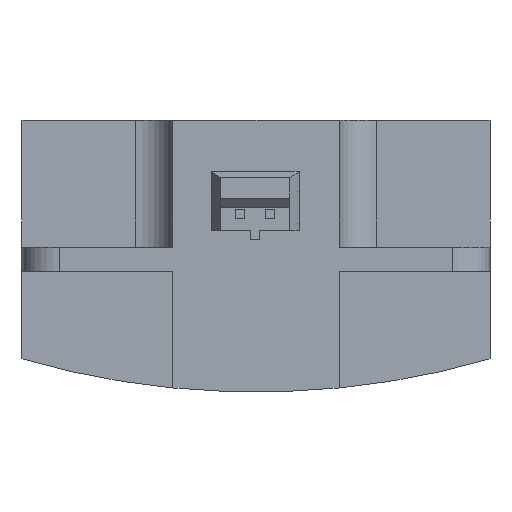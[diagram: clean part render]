
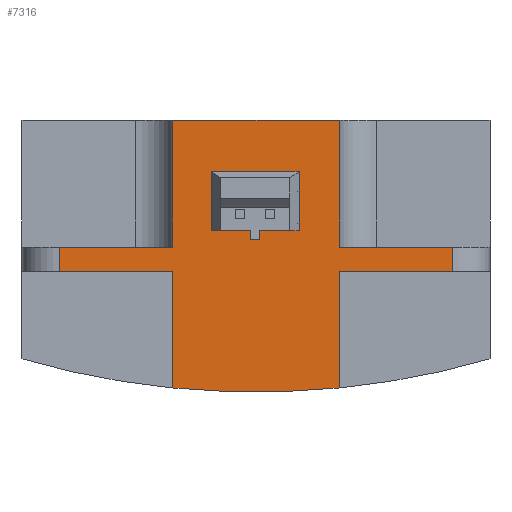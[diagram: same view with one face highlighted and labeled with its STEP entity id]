
A CAD part, left-side view. The second image highlights one B-rep face of the part: STEP entity #7316.
In plain terms, the highlighted planar face has unit normal (-1, 0, 0).
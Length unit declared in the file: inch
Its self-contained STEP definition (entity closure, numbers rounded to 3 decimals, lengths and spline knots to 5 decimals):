
#94 = EDGE_CURVE ( 'NONE', #9230, #514, #1741, .T. ) ;
#135 = DIRECTION ( 'NONE',  ( -1., 0., 0. ) ) ;
#179 = ORIENTED_EDGE ( 'NONE', *, *, #4754, .T. ) ;
#246 = EDGE_CURVE ( 'NONE', #749, #5125, #9210, .T. ) ;
#362 = CARTESIAN_POINT ( 'NONE',  ( 0., 0.3937, 0.19291 ) ) ;
#369 = EDGE_LOOP ( 'NONE', ( #7135, #8021 ) ) ;
#433 = VECTOR ( 'NONE', #10362, 39.37008 ) ;
#514 = VERTEX_POINT ( 'NONE', #10670 ) ;
#654 = VECTOR ( 'NONE', #10545, 39.37008 ) ;
#663 = VERTEX_POINT ( 'NONE', #9656 ) ;
#713 = CARTESIAN_POINT ( 'NONE',  ( 0., 0.82677, 0.25591 ) ) ;
#739 = CARTESIAN_POINT ( 'NONE',  ( 0., 0.3937, 0.58661 ) ) ;
#749 = VERTEX_POINT ( 'NONE', #8671 ) ;
#752 = VECTOR ( 'NONE', #7477, 39.37008 ) ;
#817 = CARTESIAN_POINT ( 'NONE',  ( 0., 0.09843, 0. ) ) ;
#832 = VECTOR ( 'NONE', #8299, 39.37008 ) ;
#843 = DIRECTION ( 'NONE',  ( 0., 0., 1. ) ) ;
#1017 = DIRECTION ( 'NONE',  ( 0., 1., 0. ) ) ;
#1046 = CARTESIAN_POINT ( 'NONE',  ( 0., 0.82677, -0.11133 ) ) ;
#1162 = EDGE_LOOP ( 'NONE', ( #179, #5515, #4059, #10501, #9053, #5131, #9982, #3925, #1440, #5298, #7429, #11748 ) ) ;
#1177 = EDGE_CURVE ( 'NONE', #514, #9230, #3257, .T. ) ;
#1294 = VECTOR ( 'NONE', #6927, 39.37008 ) ;
#1333 = DIRECTION ( 'NONE',  ( 0., 0., 1. ) ) ;
#1381 = DIRECTION ( 'NONE',  ( 1., 0., 0. ) ) ;
#1430 = LINE ( 'NONE', #6219, #9633 ) ;
#1440 = ORIENTED_EDGE ( 'NONE', *, *, #6012, .F. ) ;
#1448 = AXIS2_PLACEMENT_3D ( 'NONE', #6630, #8496, #1017 ) ;
#1482 = DIRECTION ( 'NONE',  ( 0., -1., 0. ) ) ;
#1572 = EDGE_LOOP ( 'NONE', ( #11176, #8553 ) ) ;
#1741 = CIRCLE ( 'NONE', #6508, 0.01181 ) ;
#1787 = CARTESIAN_POINT ( 'NONE',  ( 0., 0.82677, 0.25591 ) ) ;
#1866 = VERTEX_POINT ( 'NONE', #11308 ) ;
#1916 = EDGE_CURVE ( 'NONE', #1866, #5784, #5211, .T. ) ;
#2040 = LINE ( 'NONE', #11694, #654 ) ;
#2228 = VERTEX_POINT ( 'NONE', #6535 ) ;
#2263 = CARTESIAN_POINT ( 'NONE',  ( 0., 0.3937, -0.05118 ) ) ;
#2315 = CARTESIAN_POINT ( 'NONE',  ( 0., 0.3937, 0.19291 ) ) ;
#2445 = EDGE_CURVE ( 'NONE', #10539, #2228, #2040, .T. ) ;
#3034 = LINE ( 'NONE', #6828, #433 ) ;
#3184 = DIRECTION ( 'NONE',  ( -1., 0., 0. ) ) ;
#3257 = CIRCLE ( 'NONE', #4647, 0.01181 ) ;
#3258 = CARTESIAN_POINT ( 'NONE',  ( 0., 1.12205, 0.25591 ) ) ;
#3540 = DIRECTION ( 'NONE',  ( -1., 0., 0. ) ) ;
#3711 = VECTOR ( 'NONE', #1333, 39.37008 ) ;
#3925 = ORIENTED_EDGE ( 'NONE', *, *, #12054, .T. ) ;
#4059 = ORIENTED_EDGE ( 'NONE', *, *, #4832, .F. ) ;
#4120 = DIRECTION ( 'NONE',  ( 0., 0., 1. ) ) ;
#4123 = CARTESIAN_POINT ( 'NONE',  ( 0., 0.57283, 0.35965 ) ) ;
#4535 = LINE ( 'NONE', #10298, #9634 ) ;
#4614 = DIRECTION ( 'NONE',  ( 0., -1., 0. ) ) ;
#4627 = AXIS2_PLACEMENT_3D ( 'NONE', #10161, #3540, #843 ) ;
#4647 = AXIS2_PLACEMENT_3D ( 'NONE', #4922, #135, #11615 ) ;
#4745 = CARTESIAN_POINT ( 'NONE',  ( 0., 0.82677, 0.19291 ) ) ;
#4754 = EDGE_CURVE ( 'NONE', #5917, #5125, #8877, .T. ) ;
#4832 = EDGE_CURVE ( 'NONE', #663, #749, #4535, .T. ) ;
#4859 = CARTESIAN_POINT ( 'NONE',  ( 0., 0.3937, -0.11133 ) ) ;
#4922 = CARTESIAN_POINT ( 'NONE',  ( 0., 0.57283, 0.35965 ) ) ;
#5062 = LINE ( 'NONE', #11747, #1294 ) ;
#5125 = VERTEX_POINT ( 'NONE', #12074 ) ;
#5131 = ORIENTED_EDGE ( 'NONE', *, *, #7918, .F. ) ;
#5211 = CIRCLE ( 'NONE', #8587, 0.01181 ) ;
#5298 = ORIENTED_EDGE ( 'NONE', *, *, #11353, .F. ) ;
#5308 = DIRECTION ( 'NONE',  ( 0., 0., -1. ) ) ;
#5428 = LINE ( 'NONE', #11079, #6663 ) ;
#5432 = LINE ( 'NONE', #713, #832 ) ;
#5495 = EDGE_CURVE ( 'NONE', #11327, #5917, #8052, .T. ) ;
#5515 = ORIENTED_EDGE ( 'NONE', *, *, #246, .F. ) ;
#5616 = AXIS2_PLACEMENT_3D ( 'NONE', #8106, #1381, #11012 ) ;
#5784 = VERTEX_POINT ( 'NONE', #9515 ) ;
#5787 = VERTEX_POINT ( 'NONE', #4745 ) ;
#5917 = VERTEX_POINT ( 'NONE', #2315 ) ;
#6012 = EDGE_CURVE ( 'NONE', #5787, #9112, #1430, .T. ) ;
#6179 = VERTEX_POINT ( 'NONE', #1046 ) ;
#6219 = CARTESIAN_POINT ( 'NONE',  ( 0., 0.82677, 0.19291 ) ) ;
#6378 = PLANE ( 'NONE',  #4627 ) ;
#6508 = AXIS2_PLACEMENT_3D ( 'NONE', #4123, #3184, #8157 ) ;
#6535 = CARTESIAN_POINT ( 'NONE',  ( 0., 0.82677, 0.58661 ) ) ;
#6603 = CARTESIAN_POINT ( 'NONE',  ( 0., 0.57283, 0.37146 ) ) ;
#6614 = CIRCLE ( 'NONE', #5616, 0.01181 ) ;
#6630 = CARTESIAN_POINT ( 'NONE',  ( 0., 0.61024, 2.07096 ) ) ;
#6663 = VECTOR ( 'NONE', #5308, 39.37008 ) ;
#6815 = CIRCLE ( 'NONE', #1448, 2.193 ) ;
#6828 = CARTESIAN_POINT ( 'NONE',  ( 0., 0.82677, 0.25591 ) ) ;
#6927 = DIRECTION ( 'NONE',  ( 0., 0., 1. ) ) ;
#7135 = ORIENTED_EDGE ( 'NONE', *, *, #94, .F. ) ;
#7231 = CARTESIAN_POINT ( 'NONE',  ( 0., 1.12205, 0.19291 ) ) ;
#7316 = ADVANCED_FACE ( 'NONE', ( #8314, #11096, #9355 ), #6378, .T. ) ;
#7429 = ORIENTED_EDGE ( 'NONE', *, *, #7557, .F. ) ;
#7477 = DIRECTION ( 'NONE',  ( 0., 0., -1. ) ) ;
#7557 = EDGE_CURVE ( 'NONE', #11327, #6179, #6815, .T. ) ;
#7859 = VECTOR ( 'NONE', #1482, 39.37008 ) ;
#7907 = CARTESIAN_POINT ( 'NONE',  ( 0., 0.82677, -0.05118 ) ) ;
#7918 = EDGE_CURVE ( 'NONE', #8901, #2228, #5432, .T. ) ;
#8021 = ORIENTED_EDGE ( 'NONE', *, *, #1177, .F. ) ;
#8052 = LINE ( 'NONE', #2263, #3711 ) ;
#8106 = CARTESIAN_POINT ( 'NONE',  ( 0., 0.65157, 0.35965 ) ) ;
#8157 = DIRECTION ( 'NONE',  ( 0., 0., 1. ) ) ;
#8299 = DIRECTION ( 'NONE',  ( 0., 0., 1. ) ) ;
#8314 = FACE_BOUND ( 'NONE', #1572, .T. ) ;
#8496 = DIRECTION ( 'NONE',  ( 1., 0., 0. ) ) ;
#8553 = ORIENTED_EDGE ( 'NONE', *, *, #9164, .T. ) ;
#8587 = AXIS2_PLACEMENT_3D ( 'NONE', #12059, #9150, #4614 ) ;
#8620 = EDGE_CURVE ( 'NONE', #8901, #9161, #3034, .T. ) ;
#8652 = LINE ( 'NONE', #7907, #9421 ) ;
#8671 = CARTESIAN_POINT ( 'NONE',  ( 0., 0.09843, 0.25591 ) ) ;
#8877 = LINE ( 'NONE', #362, #7859 ) ;
#8901 = VERTEX_POINT ( 'NONE', #1787 ) ;
#9053 = ORIENTED_EDGE ( 'NONE', *, *, #2445, .T. ) ;
#9112 = VERTEX_POINT ( 'NONE', #7231 ) ;
#9125 = DIRECTION ( 'NONE',  ( 0., -1., 0. ) ) ;
#9150 = DIRECTION ( 'NONE',  ( 1., 0., 0. ) ) ;
#9161 = VERTEX_POINT ( 'NONE', #3258 ) ;
#9164 = EDGE_CURVE ( 'NONE', #5784, #1866, #6614, .T. ) ;
#9210 = LINE ( 'NONE', #817, #752 ) ;
#9230 = VERTEX_POINT ( 'NONE', #6603 ) ;
#9355 = FACE_OUTER_BOUND ( 'NONE', #1162, .T. ) ;
#9421 = VECTOR ( 'NONE', #4120, 39.37008 ) ;
#9515 = CARTESIAN_POINT ( 'NONE',  ( 0., 0.65157, 0.34783 ) ) ;
#9633 = VECTOR ( 'NONE', #11916, 39.37008 ) ;
#9634 = VECTOR ( 'NONE', #9125, 39.37008 ) ;
#9656 = CARTESIAN_POINT ( 'NONE',  ( 0., 0.3937, 0.25591 ) ) ;
#9982 = ORIENTED_EDGE ( 'NONE', *, *, #8620, .T. ) ;
#10161 = CARTESIAN_POINT ( 'NONE',  ( 0., 0.61024, 0. ) ) ;
#10298 = CARTESIAN_POINT ( 'NONE',  ( 0., 0.3937, 0.25591 ) ) ;
#10362 = DIRECTION ( 'NONE',  ( 0., 1., 0. ) ) ;
#10501 = ORIENTED_EDGE ( 'NONE', *, *, #11998, .T. ) ;
#10539 = VERTEX_POINT ( 'NONE', #739 ) ;
#10545 = DIRECTION ( 'NONE',  ( 0., 1., 0. ) ) ;
#10670 = CARTESIAN_POINT ( 'NONE',  ( 0., 0.57283, 0.34783 ) ) ;
#11012 = DIRECTION ( 'NONE',  ( 0., -1., 0. ) ) ;
#11079 = CARTESIAN_POINT ( 'NONE',  ( 0., 1.12205, 0. ) ) ;
#11096 = FACE_BOUND ( 'NONE', #369, .T. ) ;
#11176 = ORIENTED_EDGE ( 'NONE', *, *, #1916, .T. ) ;
#11308 = CARTESIAN_POINT ( 'NONE',  ( 0., 0.65157, 0.37146 ) ) ;
#11327 = VERTEX_POINT ( 'NONE', #4859 ) ;
#11353 = EDGE_CURVE ( 'NONE', #6179, #5787, #8652, .T. ) ;
#11615 = DIRECTION ( 'NONE',  ( 0., 0., 1. ) ) ;
#11694 = CARTESIAN_POINT ( 'NONE',  ( 0., 0.61024, 0.58661 ) ) ;
#11747 = CARTESIAN_POINT ( 'NONE',  ( 0., 0.3937, 0.25591 ) ) ;
#11748 = ORIENTED_EDGE ( 'NONE', *, *, #5495, .T. ) ;
#11916 = DIRECTION ( 'NONE',  ( 0., 1., 0. ) ) ;
#11998 = EDGE_CURVE ( 'NONE', #663, #10539, #5062, .T. ) ;
#12054 = EDGE_CURVE ( 'NONE', #9161, #9112, #5428, .T. ) ;
#12059 = CARTESIAN_POINT ( 'NONE',  ( 0., 0.65157, 0.35965 ) ) ;
#12074 = CARTESIAN_POINT ( 'NONE',  ( 0., 0.09843, 0.19291 ) ) ;
